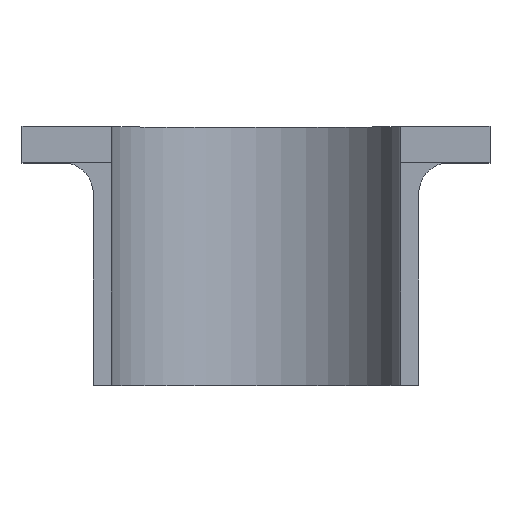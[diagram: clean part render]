
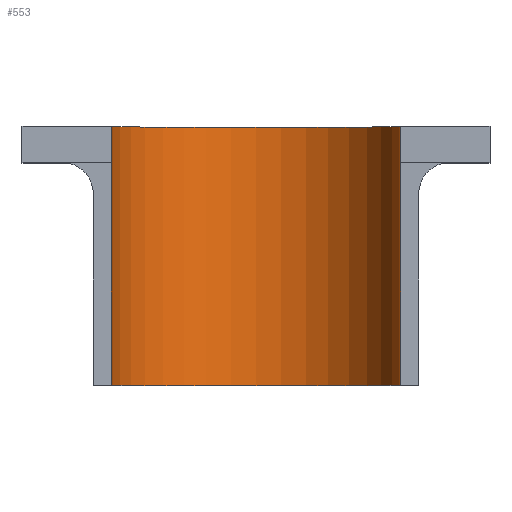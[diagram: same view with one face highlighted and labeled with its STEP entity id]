
A CAD part, top view. The second image highlights one B-rep face of the part: STEP entity #553.
In plain terms, the highlighted cylindrical face has radius 16.25 mm (diameter 32.5 mm), a partial arc.
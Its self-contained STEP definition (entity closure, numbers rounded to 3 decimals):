
#32 = VERTEX_POINT('',#33);
#33 = CARTESIAN_POINT('',(-28.75,121.838,55.125));
#120 = VERTEX_POINT('',#121);
#121 = CARTESIAN_POINT('',(3.75,121.838,55.125));
#169 = VERTEX_POINT('',#170);
#170 = CARTESIAN_POINT('',(-28.75,96.838,55.125));
#176 = EDGE_CURVE('',#32,#169,#177,.T.);
#177 = LINE('',#178,#179);
#178 = CARTESIAN_POINT('',(-28.75,121.838,55.125));
#179 = VECTOR('',#180,1.);
#180 = DIRECTION('',(0.,-1.,0.));
#234 = VERTEX_POINT('',#235);
#235 = CARTESIAN_POINT('',(-28.75,125.838,55.125));
#241 = EDGE_CURVE('',#32,#234,#242,.T.);
#242 = LINE('',#243,#244);
#243 = CARTESIAN_POINT('',(-28.75,121.838,55.125));
#244 = VECTOR('',#245,1.);
#245 = DIRECTION('',(0.,1.,0.));
#267 = EDGE_CURVE('',#120,#268,#270,.T.);
#268 = VERTEX_POINT('',#269);
#269 = CARTESIAN_POINT('',(3.75,96.838,55.125));
#270 = LINE('',#271,#272);
#271 = CARTESIAN_POINT('',(3.75,121.838,55.125));
#272 = VECTOR('',#273,1.);
#273 = DIRECTION('',(0.,-1.,0.));
#346 = VERTEX_POINT('',#347);
#347 = CARTESIAN_POINT('',(3.75,125.838,55.125));
#353 = EDGE_CURVE('',#120,#346,#354,.T.);
#354 = LINE('',#355,#356);
#355 = CARTESIAN_POINT('',(3.75,121.838,55.125));
#356 = VECTOR('',#357,1.);
#357 = DIRECTION('',(0.,1.,0.));
#539 = EDGE_CURVE('',#169,#268,#540,.T.);
#540 = CIRCLE('',#541,16.25);
#541 = AXIS2_PLACEMENT_3D('',#542,#543,#544);
#542 = CARTESIAN_POINT('',(-12.5,96.838,55.125));
#543 = DIRECTION('',(0.,-1.,0.));
#544 = DIRECTION('',(1.,0.,0.));
#553 = ADVANCED_FACE('',(#554),#568,.F.);
#554 = FACE_BOUND('',#555,.T.);
#555 = EDGE_LOOP('',(#556,#557,#558,#559,#566,#567));
#556 = ORIENTED_EDGE('',*,*,#539,.T.);
#557 = ORIENTED_EDGE('',*,*,#267,.F.);
#558 = ORIENTED_EDGE('',*,*,#353,.T.);
#559 = ORIENTED_EDGE('',*,*,#560,.T.);
#560 = EDGE_CURVE('',#346,#234,#561,.T.);
#561 = CIRCLE('',#562,16.25);
#562 = AXIS2_PLACEMENT_3D('',#563,#564,#565);
#563 = CARTESIAN_POINT('',(-12.5,125.838,55.125));
#564 = DIRECTION('',(0.,1.,0.));
#565 = DIRECTION('',(-1.,0.,0.));
#566 = ORIENTED_EDGE('',*,*,#241,.F.);
#567 = ORIENTED_EDGE('',*,*,#176,.T.);
#568 = CYLINDRICAL_SURFACE('',#569,16.25);
#569 = AXIS2_PLACEMENT_3D('',#570,#571,#572);
#570 = CARTESIAN_POINT('',(-12.5,121.838,55.125));
#571 = DIRECTION('',(0.,-1.,0.));
#572 = DIRECTION('',(-1.,0.,0.));
